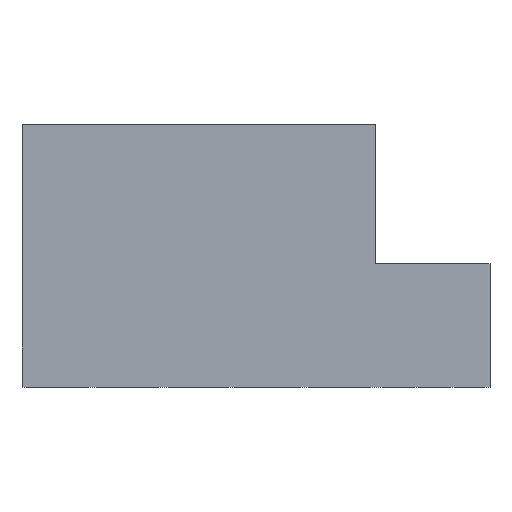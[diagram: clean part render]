
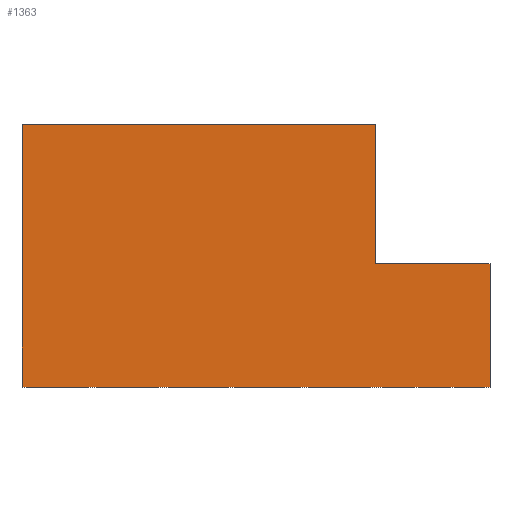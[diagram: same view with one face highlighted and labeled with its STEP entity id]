
A CAD part, top view. The second image highlights one B-rep face of the part: STEP entity #1363.
In plain terms, the highlighted planar face has unit normal (0, 0, 1).
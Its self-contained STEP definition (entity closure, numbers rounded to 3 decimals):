
#1320=AXIS2_PLACEMENT_3D('Plane Axis2P3D',#1317,#1318,#1319) ;
#42=CARTESIAN_POINT('Vertex',(50.5,0.,14.9)) ;
#45=CARTESIAN_POINT('Line Origine',(25.25,0.,14.9)) ;
#49=CARTESIAN_POINT('Vertex',(0.,0.,14.9)) ;
#1317=CARTESIAN_POINT('Axis2P3D Location',(0.,28.3,14.9)) ;
#1322=CARTESIAN_POINT('Line Origine',(50.5,6.65,14.9)) ;
#1326=CARTESIAN_POINT('Vertex',(50.5,13.3,14.9)) ;
#1329=CARTESIAN_POINT('Line Origine',(44.3,13.3,14.9)) ;
#1333=CARTESIAN_POINT('Vertex',(38.1,13.3,14.9)) ;
#1336=CARTESIAN_POINT('Line Origine',(38.1,20.8,14.9)) ;
#1340=CARTESIAN_POINT('Vertex',(38.1,28.3,14.9)) ;
#1343=CARTESIAN_POINT('Line Origine',(19.05,28.3,14.9)) ;
#1347=CARTESIAN_POINT('Vertex',(0.,28.3,14.9)) ;
#1350=CARTESIAN_POINT('Line Origine',(0.,14.15,14.9)) ;
#46=DIRECTION('Vector Direction',(-1.,0.,0.)) ;
#1318=DIRECTION('Axis2P3D Direction',(-0.,0.,1.)) ;
#1319=DIRECTION('Axis2P3D XDirection',(0.,-1.,0.)) ;
#1323=DIRECTION('Vector Direction',(0.,1.,0.)) ;
#1330=DIRECTION('Vector Direction',(-1.,0.,0.)) ;
#1337=DIRECTION('Vector Direction',(0.,-1.,0.)) ;
#1344=DIRECTION('Vector Direction',(1.,0.,0.)) ;
#1351=DIRECTION('Vector Direction',(0.,-1.,0.)) ;
#47=VECTOR('Line Direction',#46,1.) ;
#1324=VECTOR('Line Direction',#1323,1.) ;
#1331=VECTOR('Line Direction',#1330,1.) ;
#1338=VECTOR('Line Direction',#1337,1.) ;
#1345=VECTOR('Line Direction',#1344,1.) ;
#1352=VECTOR('Line Direction',#1351,1.) ;
#1356=ORIENTED_EDGE('',*,*,#1328,.T.) ;
#1357=ORIENTED_EDGE('',*,*,#1335,.T.) ;
#1358=ORIENTED_EDGE('',*,*,#1342,.T.) ;
#1359=ORIENTED_EDGE('',*,*,#1349,.F.) ;
#1360=ORIENTED_EDGE('',*,*,#1354,.F.) ;
#1361=ORIENTED_EDGE('',*,*,#51,.F.) ;
#1363=ADVANCED_FACE('HOUSING',(#1362),#1321,.T.) ;
#51=EDGE_CURVE('',#43,#50,#48,.T.) ;
#1328=EDGE_CURVE('',#43,#1327,#1325,.T.) ;
#1335=EDGE_CURVE('',#1327,#1334,#1332,.T.) ;
#1342=EDGE_CURVE('',#1334,#1341,#1339,.F.) ;
#1349=EDGE_CURVE('',#1348,#1341,#1346,.T.) ;
#1354=EDGE_CURVE('',#50,#1348,#1353,.F.) ;
#1355=EDGE_LOOP('',(#1356,#1357,#1358,#1359,#1360,#1361)) ;
#1362=FACE_OUTER_BOUND('',#1355,.T.) ;
#48=LINE('Line',#45,#47) ;
#1325=LINE('Line',#1322,#1324) ;
#1332=LINE('Line',#1329,#1331) ;
#1339=LINE('Line',#1336,#1338) ;
#1346=LINE('Line',#1343,#1345) ;
#1353=LINE('Line',#1350,#1352) ;
#1321=PLANE('',#1320) ;
#43=VERTEX_POINT('',#42) ;
#50=VERTEX_POINT('',#49) ;
#1327=VERTEX_POINT('',#1326) ;
#1334=VERTEX_POINT('',#1333) ;
#1341=VERTEX_POINT('',#1340) ;
#1348=VERTEX_POINT('',#1347) ;
